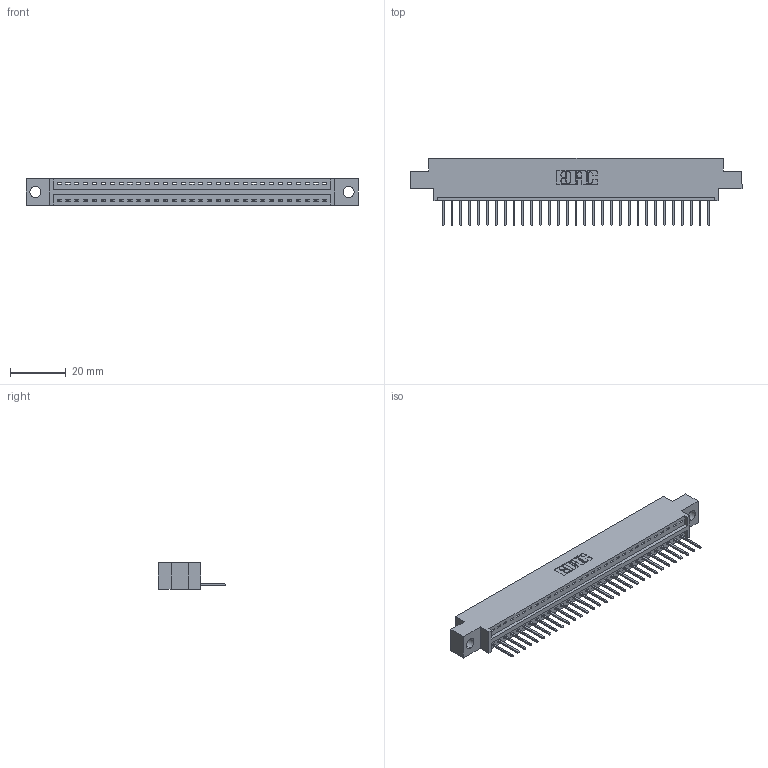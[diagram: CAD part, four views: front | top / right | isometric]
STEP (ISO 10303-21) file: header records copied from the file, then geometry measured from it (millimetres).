
FILE_DESCRIPTION (( 'STEP AP203' ), '1' );
FILE_NAME ('346-031-526-604.STEP', '2018-08-22T07:05:45', ( '' ), ( '' ), 'SwSTEP 2.0', 'SolidWorks 2016', '' );
FILE_SCHEMA (( 'CONFIG_CONTROL_DESIGN' ));
Length unit declared in the file: inch
Products named in the file (3): 346 Part_0.170 Offset - 0.156 Dia-TH; 345-292-001_345-293-126; 346-031-526-604
Assembly tree (32 placements, depth 2):
  346-031-526-604
    346 Part_0.170 Offset - 0.156 Dia-TH
    345-292-001_345-293-126  x31
Bounding box: 119 x 24.13 x 9.4 mm (x, y, z)
Volume: 11047.9 mm3; surface area: 13624.9 mm2
Topology: 32 solids, 32 shells, 1924 faces, 5797 edges, 3822 vertices
Faces by surface type: plane 1320, cylinder 604
Entity records: 20873 total; most frequent: CARTESIAN_POINT 3589, ORIENTED_EDGE 3554, DIRECTION 3179, EDGE_CURVE 1777, VECTOR 1521, LINE 1521, VERTEX_POINT 1182, AXIS2_PLACEMENT_3D 829
